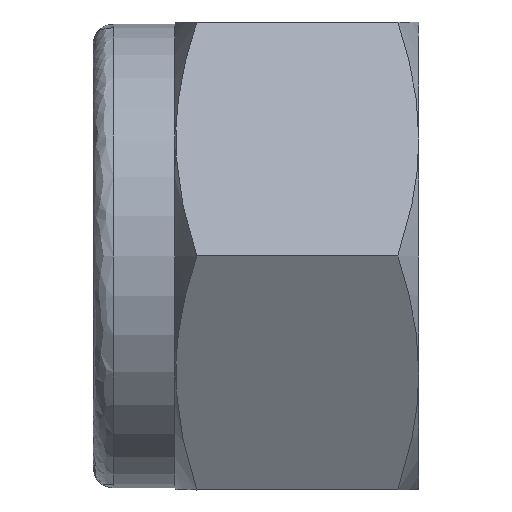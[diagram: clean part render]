
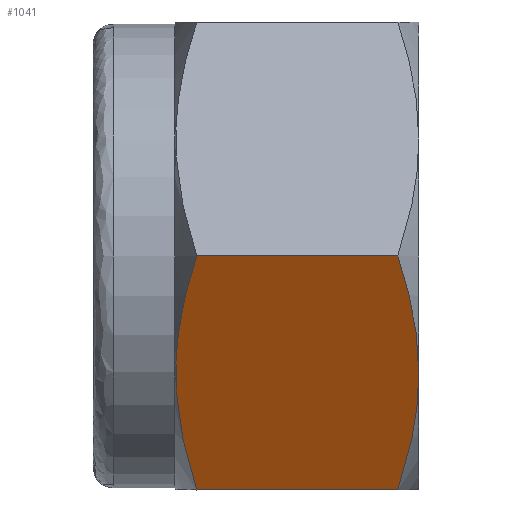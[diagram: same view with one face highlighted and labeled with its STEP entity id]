
A CAD part, left-side view. The second image highlights one B-rep face of the part: STEP entity #1041.
In plain terms, the highlighted planar face has unit normal (-0.866, 0, -0.5).
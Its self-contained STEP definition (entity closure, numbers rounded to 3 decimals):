
#15 = AXIS2_PLACEMENT_3D ( 'NONE', #625, #553, #554 ) ;
#85 = EDGE_CURVE ( 'NONE', #670, #659, #809, .T. ) ;
#90 = EDGE_CURVE ( 'NONE', #911, #653, #806, .T. ) ;
#92 = EDGE_CURVE ( 'NONE', #659, #653, #645, .T. ) ;
#105 = EDGE_CURVE ( 'NONE', #911, #695, #944, .T. ) ;
#106 = EDGE_CURVE ( 'NONE', #695, #670, #651, .T. ) ;
#136 = CARTESIAN_POINT ( 'NONE',  ( -13.279, 10.915, 0. ) ) ;
#151 = CARTESIAN_POINT ( 'NONE',  ( -9.959, 0., -5.75 ) ) ;
#158 = CARTESIAN_POINT ( 'NONE',  ( -9.959, 0., -5.75 ) ) ;
#168 = CARTESIAN_POINT ( 'NONE',  ( -7.182, 0.714, -10.561 ) ) ;
#169 = CARTESIAN_POINT ( 'NONE',  ( -6.64, 1.027, -11.5 ) ) ;
#178 = CARTESIAN_POINT ( 'NONE',  ( -9.393, 0., -6.731 ) ) ;
#181 = CARTESIAN_POINT ( 'NONE',  ( -8.834, 0.098, -7.699 ) ) ;
#182 = CARTESIAN_POINT ( 'NONE',  ( -7.728, 0.456, -9.614 ) ) ;
#191 = CARTESIAN_POINT ( 'NONE',  ( -12.19, 0.456, -1.886 ) ) ;
#193 = CARTESIAN_POINT ( 'NONE',  ( -10.526, 0., -4.769 ) ) ;
#221 = CARTESIAN_POINT ( 'NONE',  ( -6.64, 10.915, -11.5 ) ) ;
#239 = CARTESIAN_POINT ( 'NONE',  ( -13.279, 1.027, 0. ) ) ;
#240 = CARTESIAN_POINT ( 'NONE',  ( -12.737, 0.714, -0.939 ) ) ;
#296 = CARTESIAN_POINT ( 'NONE',  ( -6.64, 1.027, -11.5 ) ) ;
#310 = CARTESIAN_POINT ( 'NONE',  ( -9.959, 0., -5.75 ) ) ;
#321 = CARTESIAN_POINT ( 'NONE',  ( -13.279, 1.027, 0. ) ) ;
#342 = CARTESIAN_POINT ( 'NONE',  ( -11.085, 0.098, -3.801 ) ) ;
#398 = CARTESIAN_POINT ( 'NONE',  ( -6.64, 5.971, -11.5 ) ) ;
#400 = DIRECTION ( 'NONE',  ( 0., 1., 0. ) ) ;
#401 = CARTESIAN_POINT ( 'NONE',  ( -13.279, 10.915, 0. ) ) ;
#403 = CARTESIAN_POINT ( 'NONE',  ( -12.737, 11.228, -0.939 ) ) ;
#409 = CARTESIAN_POINT ( 'NONE',  ( -12.191, 11.486, -1.885 ) ) ;
#410 = CARTESIAN_POINT ( 'NONE',  ( -11.088, 11.843, -3.796 ) ) ;
#411 = CARTESIAN_POINT ( 'NONE',  ( -10.53, 11.942, -4.761 ) ) ;
#412 = CARTESIAN_POINT ( 'NONE',  ( -9.683, 11.943, -6.228 ) ) ;
#413 = CARTESIAN_POINT ( 'NONE',  ( -9.4, 11.919, -6.719 ) ) ;
#414 = CARTESIAN_POINT ( 'NONE',  ( -8.839, 11.825, -7.691 ) ) ;
#417 = CARTESIAN_POINT ( 'NONE',  ( -7.73, 11.487, -9.612 ) ) ;
#418 = CARTESIAN_POINT ( 'NONE',  ( -13.279, 5.997, 0. ) ) ;
#419 = CARTESIAN_POINT ( 'NONE',  ( -8.56, 11.755, -8.173 ) ) ;
#422 = CARTESIAN_POINT ( 'NONE',  ( -7.182, 11.228, -10.56 ) ) ;
#541 = DIRECTION ( 'NONE',  ( 0., 1., 0. ) ) ;
#550 = CARTESIAN_POINT ( 'NONE',  ( -6.64, 10.915, -11.5 ) ) ;
#553 = DIRECTION ( 'NONE',  ( -0.866, 0., -0.5 ) ) ;
#554 = DIRECTION ( 'NONE',  ( -0.5, 0., 0.866 ) ) ;
#625 = CARTESIAN_POINT ( 'NONE',  ( -6.64, -0.072, -11.5 ) ) ;
#636 = PLANE ( 'NONE',  #15 ) ;
#645 = B_SPLINE_CURVE_WITH_KNOTS ( 'NONE', 3,
 ( #401, #403, #409, #410, #411, #412, #413, #414, #419, #417, #422, #550 ),
 .UNSPECIFIED., .F., .F.,
 ( 4, 2, 2, 2, 2, 4 ),
 ( 0., 0.003, 0.007, 0.008, 0.01, 0.013 ),
 .UNSPECIFIED. ) ;
#651 = B_SPLINE_CURVE_WITH_KNOTS ( 'NONE', 3,
 ( #151, #193, #342, #191, #240, #239 ),
 .UNSPECIFIED., .F., .F.,
 ( 4, 2, 4 ),
 ( 0., 0.003, 0.007 ),
 .UNSPECIFIED. ) ;
#653 = VERTEX_POINT ( 'NONE', #221 ) ;
#659 = VERTEX_POINT ( 'NONE', #136 ) ;
#670 = VERTEX_POINT ( 'NONE', #321 ) ;
#695 = VERTEX_POINT ( 'NONE', #310 ) ;
#718 = ORIENTED_EDGE ( 'NONE', *, *, #85, .T. ) ;
#806 = LINE ( 'NONE', #398, #813 ) ;
#809 = LINE ( 'NONE', #418, #810 ) ;
#810 = VECTOR ( 'NONE', #541, 1000. ) ;
#813 = VECTOR ( 'NONE', #400, 1000. ) ;
#864 = ORIENTED_EDGE ( 'NONE', *, *, #92, .T. ) ;
#911 = VERTEX_POINT ( 'NONE', #296 ) ;
#919 = EDGE_LOOP ( 'NONE', ( #864, #934, #935, #933, #718 ) ) ;
#933 = ORIENTED_EDGE ( 'NONE', *, *, #106, .T. ) ;
#934 = ORIENTED_EDGE ( 'NONE', *, *, #90, .F. ) ;
#935 = ORIENTED_EDGE ( 'NONE', *, *, #105, .T. ) ;
#944 = B_SPLINE_CURVE_WITH_KNOTS ( 'NONE', 3,
 ( #169, #168, #182, #181, #178, #158 ),
 .UNSPECIFIED., .F., .F.,
 ( 4, 2, 4 ),
 ( 0., 0.003, 0.007 ),
 .UNSPECIFIED. ) ;
#997 = FACE_OUTER_BOUND ( 'NONE', #919, .T. ) ;
#1041 = ADVANCED_FACE ( 'NONE', ( #997 ), #636, .T. ) ;
